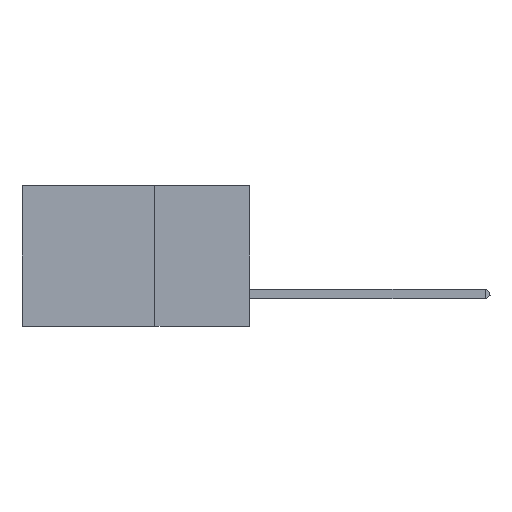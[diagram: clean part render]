
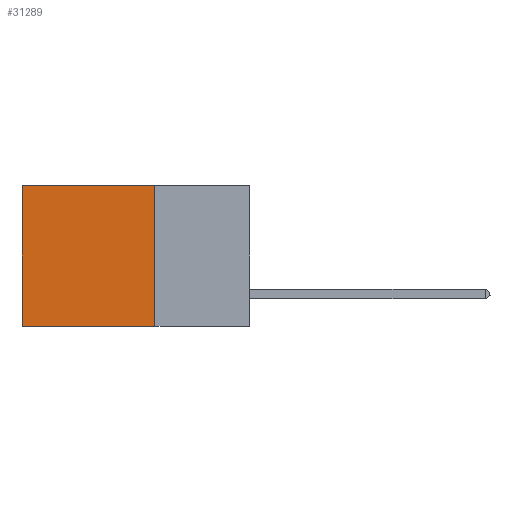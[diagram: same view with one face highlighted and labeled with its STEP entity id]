
A CAD part, left-side view. The second image highlights one B-rep face of the part: STEP entity #31289.
In plain terms, the highlighted planar face has unit normal (-1, 0, 0).
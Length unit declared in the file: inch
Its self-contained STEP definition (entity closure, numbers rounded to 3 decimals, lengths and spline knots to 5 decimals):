
#1040 = LINE ( 'NONE', #4973, #9824 ) ;
#1692 = CARTESIAN_POINT ( 'NONE',  ( 0.2875, 0.25, 0. ) ) ;
#3826 = EDGE_CURVE ( 'NONE', #42737, #40493, #41446, .T. ) ;
#4099 = VECTOR ( 'NONE', #27913, 39.37008 ) ;
#4973 = CARTESIAN_POINT ( 'NONE',  ( 0.2875, 0.6, 0. ) ) ;
#6676 = AXIS2_PLACEMENT_3D ( 'NONE', #19386, #34123, #37876 ) ;
#8221 = CARTESIAN_POINT ( 'NONE',  ( 0.2875, 0.25, -0.37 ) ) ;
#8527 = VERTEX_POINT ( 'NONE', #31519 ) ;
#8611 = DIRECTION ( 'NONE',  ( 0., 1., 0. ) ) ;
#8749 = CARTESIAN_POINT ( 'NONE',  ( 0.2875, 0.6, -0.37 ) ) ;
#9824 = VECTOR ( 'NONE', #38111, 39.37008 ) ;
#12729 = DIRECTION ( 'NONE',  ( 0., 1., 0. ) ) ;
#15350 = PLANE ( 'NONE',  #6676 ) ;
#16089 = ORIENTED_EDGE ( 'NONE', *, *, #47592, .T. ) ;
#18631 = ORIENTED_EDGE ( 'NONE', *, *, #3826, .F. ) ;
#19386 = CARTESIAN_POINT ( 'NONE',  ( 0.2875, 0.25, 0. ) ) ;
#22518 = FACE_OUTER_BOUND ( 'NONE', #38202, .T. ) ;
#23601 = CARTESIAN_POINT ( 'NONE',  ( 0.2875, 0.25, 0. ) ) ;
#24258 = CARTESIAN_POINT ( 'NONE',  ( 0.2875, 0.25, 0. ) ) ;
#27913 = DIRECTION ( 'NONE',  ( 0., 0., -1. ) ) ;
#31289 = ADVANCED_FACE ( 'NONE', ( #22518 ), #15350, .F. ) ;
#31519 = CARTESIAN_POINT ( 'NONE',  ( 0.2875, 0.6, 0. ) ) ;
#34123 = DIRECTION ( 'NONE',  ( 1., 0., 0. ) ) ;
#34992 = VECTOR ( 'NONE', #12729, 39.37008 ) ;
#36314 = VECTOR ( 'NONE', #8611, 39.37008 ) ;
#37876 = DIRECTION ( 'NONE',  ( 0., 0., -1. ) ) ;
#38111 = DIRECTION ( 'NONE',  ( 0., 0., -1. ) ) ;
#38202 = EDGE_LOOP ( 'NONE', ( #16089, #18631, #38300, #42614 ) ) ;
#38300 = ORIENTED_EDGE ( 'NONE', *, *, #39657, .F. ) ;
#38484 = LINE ( 'NONE', #1692, #4099 ) ;
#39404 = CARTESIAN_POINT ( 'NONE',  ( 0.2875, 0.25, -0.37 ) ) ;
#39657 = EDGE_CURVE ( 'NONE', #40500, #42737, #38484, .T. ) ;
#40493 = VERTEX_POINT ( 'NONE', #8749 ) ;
#40500 = VERTEX_POINT ( 'NONE', #24258 ) ;
#41446 = LINE ( 'NONE', #39404, #34992 ) ;
#42614 = ORIENTED_EDGE ( 'NONE', *, *, #43659, .T. ) ;
#42737 = VERTEX_POINT ( 'NONE', #8221 ) ;
#43659 = EDGE_CURVE ( 'NONE', #40500, #8527, #46137, .T. ) ;
#46137 = LINE ( 'NONE', #23601, #36314 ) ;
#47592 = EDGE_CURVE ( 'NONE', #8527, #40493, #1040, .T. ) ;
